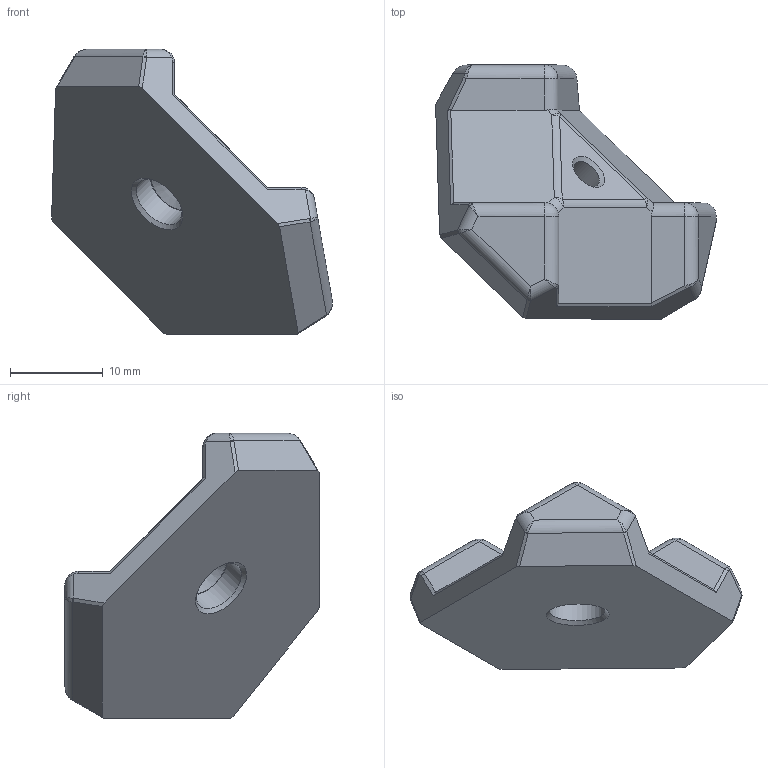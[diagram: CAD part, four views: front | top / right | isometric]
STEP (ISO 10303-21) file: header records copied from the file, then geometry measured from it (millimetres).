
FILE_DESCRIPTION(/* description */ ('STEP AP214'),/* implementation_level */ '2;1');
FILE_NAME(/* name */ '60ac04ab2620700ed9ec0ca6',/* time_stamp */ '2021-05-24T19:55:24+00:00',/* author */ (''),/* organization */ (''),/* preprocessor_version */ 'ST-DEVELOPER v18.1',/* originating_system */ ' ',/* authorisation */ ' ');
FILE_SCHEMA (('AUTOMOTIVE_DESIGN {1 0 10303 214 3 1 1}'));
Length unit declared in the file: metre
Products named in the file (1): corner_1_and_3_clip_x2
Bounding box: 30.33 x 27.45 x 30.83 mm (x, y, z)
Volume: 5547.9 mm3; surface area: 2481.3 mm2
Topology: 1 solids, 1 shells, 95 faces, 241 edges, 131 vertices
Faces by surface type: plane 36, cylinder 26, bspline 24, sphere 6, cone 3
Full cylindrical faces by diameter (mm): 3.4 x1, 6 x1
Entity records: 2892 total; most frequent: CARTESIAN_POINT 951, ORIENTED_EDGE 428, DIRECTION 316, EDGE_CURVE 214, VERTEX_POINT 127, LINE 108, VECTOR 108, AXIS2_PLACEMENT_3D 104
